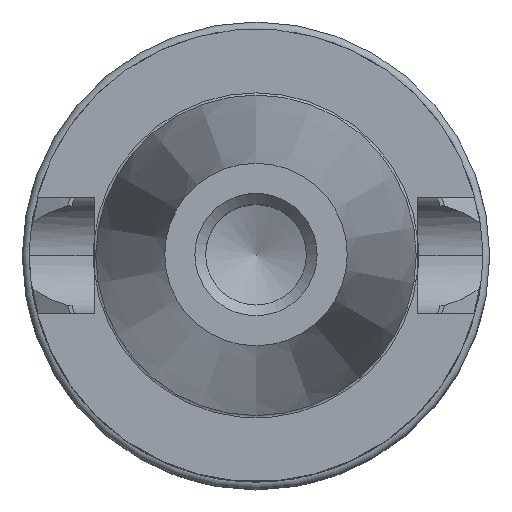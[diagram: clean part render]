
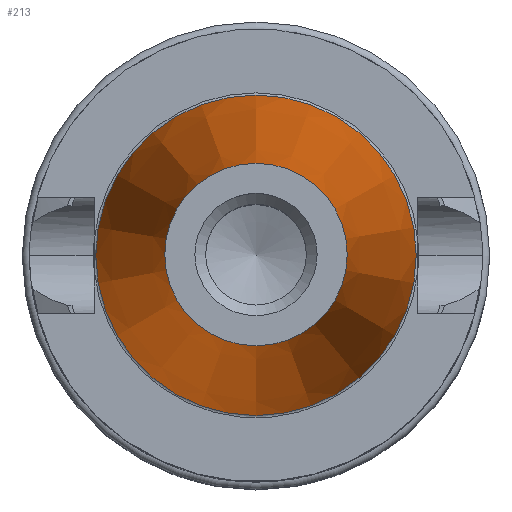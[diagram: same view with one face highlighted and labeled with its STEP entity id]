
A CAD part, top view. The second image highlights one B-rep face of the part: STEP entity #213.
In plain terms, the highlighted conical face has half-angle 8.297 degrees and reference radius 12.717 mm.
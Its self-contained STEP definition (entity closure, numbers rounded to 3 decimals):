
#46=CONICAL_SURFACE('',#863,12.717,8.297);
#213=ADVANCED_FACE('',(#280,#281),#46,.T.);
#280=FACE_BOUND('',#335,.T.);
#281=FACE_BOUND('',#336,.T.);
#335=EDGE_LOOP('',(#462));
#336=EDGE_LOOP('',(#463));
#462=ORIENTED_EDGE('',*,*,#712,.F.);
#463=ORIENTED_EDGE('',*,*,#704,.T.);
#617=VERTEX_POINT('',#1312);
#626=VERTEX_POINT('',#1337);
#704=EDGE_CURVE('',#617,#617,#764,.T.);
#712=EDGE_CURVE('',#626,#626,#772,.T.);
#764=CIRCLE('',#845,22.283);
#772=CIRCLE('',#861,12.687);
#845=AXIS2_PLACEMENT_3D('',#1311,#1007,#1008);
#861=AXIS2_PLACEMENT_3D('',#1336,#1039,#1040);
#863=AXIS2_PLACEMENT_3D('',#1339,#1043,#1044);
#1007=DIRECTION('',(0.,0.,1.));
#1008=DIRECTION('',(0.,1.,0.));
#1039=DIRECTION('',(0.,0.,1.));
#1040=DIRECTION('',(0.,1.,0.));
#1043=DIRECTION('',(0.,0.,-1.));
#1044=DIRECTION('',(0.,-1.,0.));
#1311=CARTESIAN_POINT('',(0.,0.,-0.399));
#1312=CARTESIAN_POINT('',(0.,22.283,-0.399));
#1336=CARTESIAN_POINT('',(0.,0.,65.4));
#1337=CARTESIAN_POINT('',(0.,12.687,65.4));
#1339=CARTESIAN_POINT('',(0.,0.,65.2));
